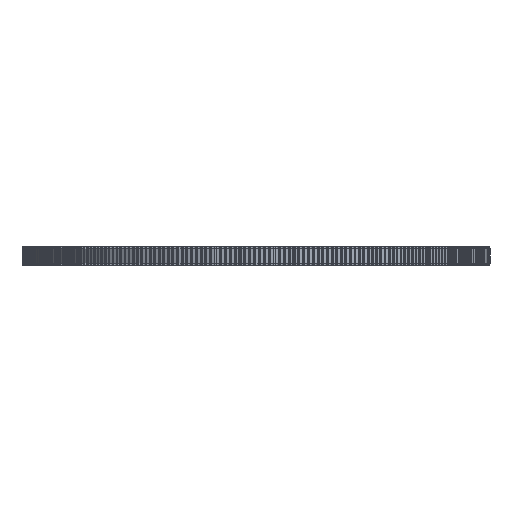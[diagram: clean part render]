
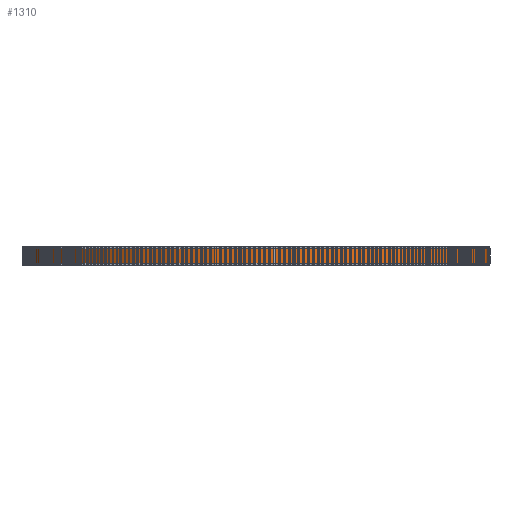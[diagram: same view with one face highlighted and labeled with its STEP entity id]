
A CAD part, left-side view. The second image highlights one B-rep face of the part: STEP entity #1310.
In plain terms, the highlighted cylindrical face has radius 94.538 mm (diameter 189.076 mm), a full revolution.
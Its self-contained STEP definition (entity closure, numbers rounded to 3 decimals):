
#97=FACE_BOUND('',#4880,.T.);
#98=FACE_BOUND('',#4881,.T.);
#1310=ADVANCED_FACE('',(#97,#98),#2499,.T.);
#2499=CYLINDRICAL_SURFACE('',#26279,94.538);
#4880=EDGE_LOOP('',(#14386));
#4881=EDGE_LOOP('',(#14387));
#14386=ORIENTED_EDGE('',*,*,#20330,.T.);
#14387=ORIENTED_EDGE('',*,*,#20331,.T.);
#16764=VERTEX_POINT('',#41740);
#16765=VERTEX_POINT('',#41742);
#20330=EDGE_CURVE('',#16764,#16764,#22708,.T.);
#20331=EDGE_CURVE('',#16765,#16765,#22709,.T.);
#22708=CIRCLE('',#26277,94.538);
#22709=CIRCLE('',#26278,94.538);
#26277=AXIS2_PLACEMENT_3D('',#41739,#34602,#34603);
#26278=AXIS2_PLACEMENT_3D('',#41741,#34604,#34605);
#26279=AXIS2_PLACEMENT_3D('',#41743,#34606,#34607);
#34602=DIRECTION('',(0.,0.,1.));
#34603=DIRECTION('',(1.,0.,0.));
#34604=DIRECTION('',(0.,0.,-1.));
#34605=DIRECTION('',(1.,0.,0.));
#34606=DIRECTION('',(0.,0.,1.));
#34607=DIRECTION('',(1.,0.,0.));
#41739=CARTESIAN_POINT('',(0.,0.,1.));
#41740=CARTESIAN_POINT('',(94.538,0.,1.));
#41741=CARTESIAN_POINT('',(0.,0.,7.));
#41742=CARTESIAN_POINT('',(94.538,0.,7.));
#41743=CARTESIAN_POINT('',(0.,0.,1.));
